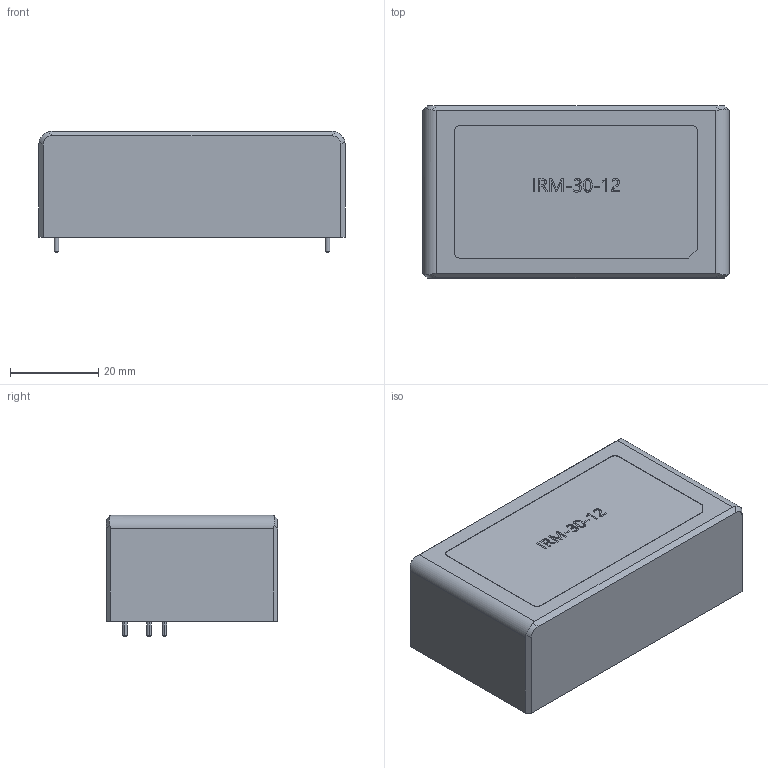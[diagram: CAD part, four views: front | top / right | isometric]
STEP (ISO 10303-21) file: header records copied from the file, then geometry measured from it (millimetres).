
FILE_DESCRIPTION (( 'STEP AP214' ), '1' );
FILE_NAME ('PWRM-TH_IRM-30-12.step', '2022-07-09T11:33:51', ( '' ), ( '' ), 'SwSTEP 2.0', 'SolidWorks 2020', '' );
FILE_SCHEMA (( 'AUTOMOTIVE_DESIGN' ));
Length unit declared in the file: millimetre
Products named in the file (1): PWRM-TH_IRM-30-12
Bounding box: 69.5 x 39 x 27.5 mm (x, y, z)
Volume: 64632 mm3; surface area: 10516.3 mm2
Topology: 5 solids, 5 shells, 509 faces, 1345 edges, 894 vertices
Faces by surface type: plane 322, bspline 154, cylinder 25, cone 8
Entity records: 22862 total; most frequent: CARTESIAN_POINT 7439, ORIENTED_EDGE 2690, DIRECTION 1775, EDGE_CURVE 1345, LINE 971, VECTOR 971, VERTEX_POINT 894, EDGE_LOOP 557
